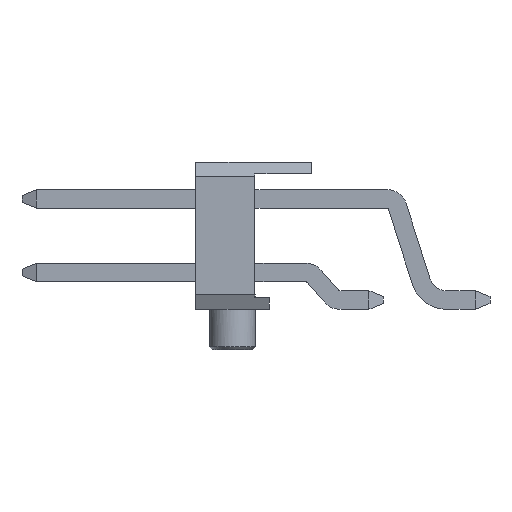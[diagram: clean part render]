
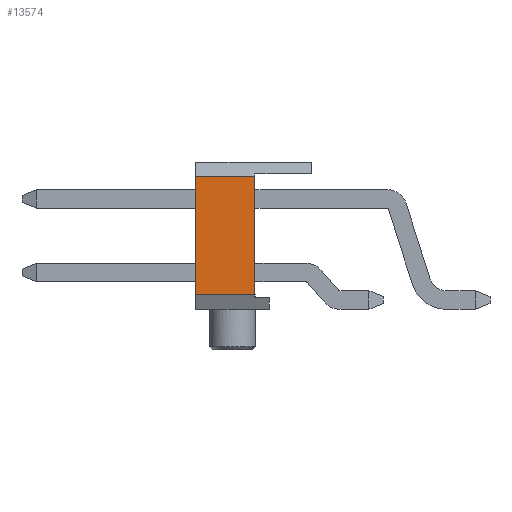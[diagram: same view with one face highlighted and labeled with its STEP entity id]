
A CAD part, left-side view. The second image highlights one B-rep face of the part: STEP entity #13574.
In plain terms, the highlighted face is planar.
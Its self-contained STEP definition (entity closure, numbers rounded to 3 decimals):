
#2299=ORIENTED_EDGE('',*,*,#4060,.F.);
#2300=ORIENTED_EDGE('',*,*,#4005,.T.);
#2301=ORIENTED_EDGE('',*,*,#4058,.F.);
#2302=ORIENTED_EDGE('',*,*,#3946,.T.);
#3946=EDGE_CURVE('',#4949,#4948,#6005,.T.);
#4005=EDGE_CURVE('',#4991,#4992,#6062,.T.);
#4058=EDGE_CURVE('',#4949,#4992,#6113,.T.);
#4060=EDGE_CURVE('',#4991,#4948,#6115,.T.);
#4948=VERTEX_POINT('',#19080);
#4949=VERTEX_POINT('',#19082);
#4991=VERTEX_POINT('',#19195);
#4992=VERTEX_POINT('',#19197);
#6005=LINE('',#19081,#7227);
#6062=LINE('',#19198,#7284);
#6113=LINE('',#19288,#7335);
#6115=LINE('',#19293,#7337);
#7227=VECTOR('',#16322,1000.);
#7284=VECTOR('',#16411,1000.);
#7335=VECTOR('',#16516,1000.);
#7337=VECTOR('',#16524,1000.);
#8004=EDGE_LOOP('',(#2299,#2300,#2301,#2302));
#8594=FACE_BOUND('',#8004,.T.);
#9108=PLANE('',#14272);
#13574=ADVANCED_FACE('',(#8594),#9108,.F.);
#14272=AXIS2_PLACEMENT_3D('',#19292,#16522,#16523);
#16322=DIRECTION('',(0.,1.,0.));
#16411=DIRECTION('',(0.,-1.,0.));
#16516=DIRECTION('',(0.,0.,1.));
#16522=DIRECTION('',(-1.,0.,0.));
#16523=DIRECTION('',(0.,0.,1.));
#16524=DIRECTION('',(0.,0.,-1.));
#19080=CARTESIAN_POINT('',(8.89,0.77,-2.04));
#19081=CARTESIAN_POINT('',(8.89,0.,-2.04));
#19082=CARTESIAN_POINT('',(8.89,-1.27,-2.04));
#19195=CARTESIAN_POINT('',(8.89,0.77,2.04));
#19197=CARTESIAN_POINT('',(8.89,-1.27,2.04));
#19198=CARTESIAN_POINT('',(8.89,0.,2.04));
#19288=CARTESIAN_POINT('',(8.89,-1.27,-2.54));
#19292=CARTESIAN_POINT('',(8.89,0.,0.));
#19293=CARTESIAN_POINT('',(8.89,0.77,-2.14));
